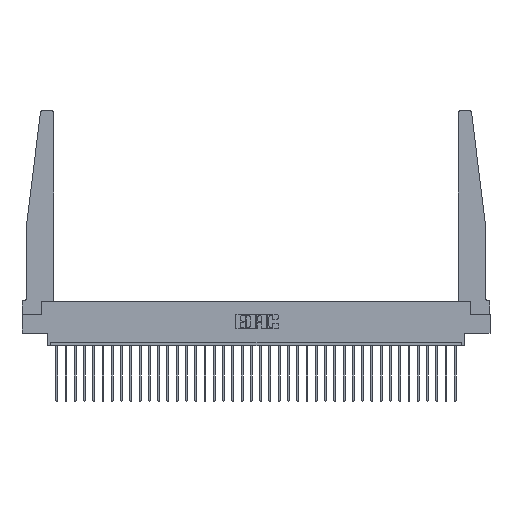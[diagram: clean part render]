
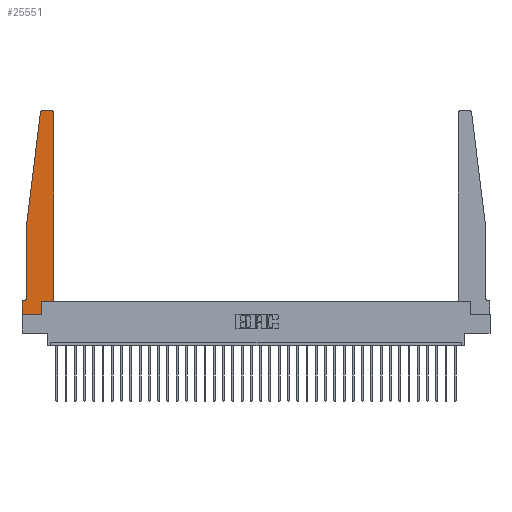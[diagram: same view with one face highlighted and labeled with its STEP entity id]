
A CAD part, top view. The second image highlights one B-rep face of the part: STEP entity #25551.
In plain terms, the highlighted planar face has unit normal (0, 0, 1).
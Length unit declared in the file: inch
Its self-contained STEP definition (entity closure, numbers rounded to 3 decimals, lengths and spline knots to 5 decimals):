
#211 = DIRECTION ( 'NONE',  ( 0., 0., 1. ) ) ;
#320 = VERTEX_POINT ( 'NONE', #15841 ) ;
#1744 = CARTESIAN_POINT ( 'NONE',  ( 0., 0.1875, 0.37 ) ) ;
#1752 = DIRECTION ( 'NONE',  ( 0., 1., 0. ) ) ;
#2443 = CARTESIAN_POINT ( 'NONE',  ( 0.425, 0.18, 0.37 ) ) ;
#2633 = DIRECTION ( 'NONE',  ( -1., 0., 0. ) ) ;
#3412 = VECTOR ( 'NONE', #14049, 39.37008 ) ;
#4019 = CARTESIAN_POINT ( 'NONE',  ( 0.25, 2.75, 0.37 ) ) ;
#4061 = DIRECTION ( 'NONE',  ( 1., 0., 0. ) ) ;
#4372 = CARTESIAN_POINT ( 'NONE',  ( 0.425, 0.18, 0.37 ) ) ;
#4401 = LINE ( 'NONE', #21653, #12386 ) ;
#4690 = EDGE_CURVE ( 'NONE', #16894, #320, #26090, .T. ) ;
#4747 = CIRCLE ( 'NONE', #5820, 0.03 ) ;
#5066 = EDGE_CURVE ( 'NONE', #20586, #24744, #24702, .T. ) ;
#5452 = CARTESIAN_POINT ( 'NONE',  ( 0.425, 0.18, 0.37 ) ) ;
#5626 = CARTESIAN_POINT ( 'NONE',  ( 0.27653, 2.75, 0.37 ) ) ;
#5689 = VERTEX_POINT ( 'NONE', #20651 ) ;
#5756 = DIRECTION ( 'NONE',  ( 0., 1., 0. ) ) ;
#5820 = AXIS2_PLACEMENT_3D ( 'NONE', #7330, #17180, #16876 ) ;
#6179 = AXIS2_PLACEMENT_3D ( 'NONE', #14781, #22487, #2633 ) ;
#6827 = ORIENTED_EDGE ( 'NONE', *, *, #18531, .T. ) ;
#6853 = VECTOR ( 'NONE', #5756, 39.37008 ) ;
#7319 = DIRECTION ( 'NONE',  ( 1., 0., 0. ) ) ;
#7330 = CARTESIAN_POINT ( 'NONE',  ( 0.27653, 2.72, 0.37 ) ) ;
#9482 = EDGE_CURVE ( 'NONE', #24744, #26161, #4401, .T. ) ;
#10020 = VECTOR ( 'NONE', #14866, 39.37008 ) ;
#10035 = CARTESIAN_POINT ( 'NONE',  ( 0.2605, 0., 0.37 ) ) ;
#10705 = EDGE_CURVE ( 'NONE', #20881, #12139, #11904, .T. ) ;
#10809 = EDGE_CURVE ( 'NONE', #320, #32327, #20240, .T. ) ;
#11627 = LINE ( 'NONE', #26230, #31326 ) ;
#11904 = CIRCLE ( 'NONE', #13495, 0.03 ) ;
#12139 = VERTEX_POINT ( 'NONE', #14115 ) ;
#12321 = ORIENTED_EDGE ( 'NONE', *, *, #29598, .T. ) ;
#12386 = VECTOR ( 'NONE', #14422, 39.37008 ) ;
#12611 = ORIENTED_EDGE ( 'NONE', *, *, #10705, .T. ) ;
#12700 = CARTESIAN_POINT ( 'NONE',  ( 0.395, 2.72, 0.37 ) ) ;
#13127 = CARTESIAN_POINT ( 'NONE',  ( 0.065, 1.25, 0.37 ) ) ;
#13150 = CARTESIAN_POINT ( 'NONE',  ( 0., 0.1875, 0.37 ) ) ;
#13246 = EDGE_CURVE ( 'NONE', #5689, #13762, #19638, .T. ) ;
#13495 = AXIS2_PLACEMENT_3D ( 'NONE', #12700, #211, #19754 ) ;
#13704 = ORIENTED_EDGE ( 'NONE', *, *, #16519, .T. ) ;
#13762 = VERTEX_POINT ( 'NONE', #13127 ) ;
#14049 = DIRECTION ( 'NONE',  ( -1., 0., 0. ) ) ;
#14115 = CARTESIAN_POINT ( 'NONE',  ( 0.395, 2.75, 0.37 ) ) ;
#14422 = DIRECTION ( 'NONE',  ( 0., -1., 0. ) ) ;
#14532 = ORIENTED_EDGE ( 'NONE', *, *, #4690, .T. ) ;
#14781 = CARTESIAN_POINT ( 'NONE',  ( 0.015, 0.2375, 0.37 ) ) ;
#14866 = DIRECTION ( 'NONE',  ( -1., 0., 0. ) ) ;
#15406 = ORIENTED_EDGE ( 'NONE', *, *, #9482, .T. ) ;
#15589 = DIRECTION ( 'NONE',  ( 0., -1., 0. ) ) ;
#15841 = CARTESIAN_POINT ( 'NONE',  ( 0.2605, 0.18, 0.37 ) ) ;
#15927 = CARTESIAN_POINT ( 'NONE',  ( 0.065, 1.25, 0.37 ) ) ;
#16431 = CARTESIAN_POINT ( 'NONE',  ( 0.2605, 0.18, 0.37 ) ) ;
#16491 = EDGE_CURVE ( 'NONE', #26319, #5689, #4747, .T. ) ;
#16519 = EDGE_CURVE ( 'NONE', #32327, #20881, #27158, .T. ) ;
#16865 = PLANE ( 'NONE',  #27020 ) ;
#16876 = DIRECTION ( 'NONE',  ( 1., 0., 0. ) ) ;
#16894 = VERTEX_POINT ( 'NONE', #10035 ) ;
#17180 = DIRECTION ( 'NONE',  ( 0., 0., 1. ) ) ;
#17510 = CARTESIAN_POINT ( 'NONE',  ( 0.065, 1.25, 0.37 ) ) ;
#18531 = EDGE_CURVE ( 'NONE', #12139, #26319, #31863, .T. ) ;
#18586 = CARTESIAN_POINT ( 'NONE',  ( 0.015, 0.1875, 0.37 ) ) ;
#19141 = FACE_OUTER_BOUND ( 'NONE', #29052, .T. ) ;
#19387 = CARTESIAN_POINT ( 'NONE',  ( 0.425, 2.72, 0.37 ) ) ;
#19458 = ORIENTED_EDGE ( 'NONE', *, *, #29495, .T. ) ;
#19627 = DIRECTION ( 'NONE',  ( 0., 0., 1. ) ) ;
#19638 = LINE ( 'NONE', #17510, #24598 ) ;
#19754 = DIRECTION ( 'NONE',  ( 1., 0., 0. ) ) ;
#20098 = CARTESIAN_POINT ( 'NONE',  ( 0., 0., 0.37 ) ) ;
#20240 = LINE ( 'NONE', #5452, #21854 ) ;
#20586 = VERTEX_POINT ( 'NONE', #18586 ) ;
#20651 = CARTESIAN_POINT ( 'NONE',  ( 0.24675, 2.72367, 0.37 ) ) ;
#20867 = CARTESIAN_POINT ( 'NONE',  ( 0.065, 0.2375, 0.37 ) ) ;
#20881 = VERTEX_POINT ( 'NONE', #19387 ) ;
#21037 = VECTOR ( 'NONE', #1752, 39.37008 ) ;
#21653 = CARTESIAN_POINT ( 'NONE',  ( 0., 0., 0.37 ) ) ;
#21734 = ORIENTED_EDGE ( 'NONE', *, *, #29301, .T. ) ;
#21854 = VECTOR ( 'NONE', #28388, 39.37008 ) ;
#22487 = DIRECTION ( 'NONE',  ( 0., 0., -1. ) ) ;
#23284 = LINE ( 'NONE', #15927, #23501 ) ;
#23501 = VECTOR ( 'NONE', #15589, 39.37008 ) ;
#23989 = CIRCLE ( 'NONE', #6179, 0.05 ) ;
#24598 = VECTOR ( 'NONE', #26984, 39.37008 ) ;
#24702 = LINE ( 'NONE', #29731, #10020 ) ;
#24744 = VERTEX_POINT ( 'NONE', #13150 ) ;
#25547 = ORIENTED_EDGE ( 'NONE', *, *, #5066, .T. ) ;
#25551 = ADVANCED_FACE ( 'NONE', ( #19141 ), #16865, .T. ) ;
#26090 = LINE ( 'NONE', #16431, #6853 ) ;
#26161 = VERTEX_POINT ( 'NONE', #20098 ) ;
#26230 = CARTESIAN_POINT ( 'NONE',  ( 0., 0., 0.37 ) ) ;
#26319 = VERTEX_POINT ( 'NONE', #5626 ) ;
#26984 = DIRECTION ( 'NONE',  ( -0.122, -0.992, 0. ) ) ;
#27020 = AXIS2_PLACEMENT_3D ( 'NONE', #1744, #19627, #7319 ) ;
#27158 = LINE ( 'NONE', #4372, #21037 ) ;
#27912 = VERTEX_POINT ( 'NONE', #20867 ) ;
#28388 = DIRECTION ( 'NONE',  ( 1., 0., 0. ) ) ;
#28534 = ORIENTED_EDGE ( 'NONE', *, *, #16491, .T. ) ;
#29052 = EDGE_LOOP ( 'NONE', ( #6827, #28534, #30254, #19458, #21734, #25547, #15406, #12321, #14532, #30926, #13704, #12611 ) ) ;
#29301 = EDGE_CURVE ( 'NONE', #27912, #20586, #23989, .T. ) ;
#29495 = EDGE_CURVE ( 'NONE', #13762, #27912, #23284, .T. ) ;
#29598 = EDGE_CURVE ( 'NONE', #26161, #16894, #11627, .T. ) ;
#29731 = CARTESIAN_POINT ( 'NONE',  ( 0.065, 0.1875, 0.37 ) ) ;
#30254 = ORIENTED_EDGE ( 'NONE', *, *, #13246, .T. ) ;
#30926 = ORIENTED_EDGE ( 'NONE', *, *, #10809, .T. ) ;
#31326 = VECTOR ( 'NONE', #4061, 39.37008 ) ;
#31863 = LINE ( 'NONE', #4019, #3412 ) ;
#32327 = VERTEX_POINT ( 'NONE', #2443 ) ;
